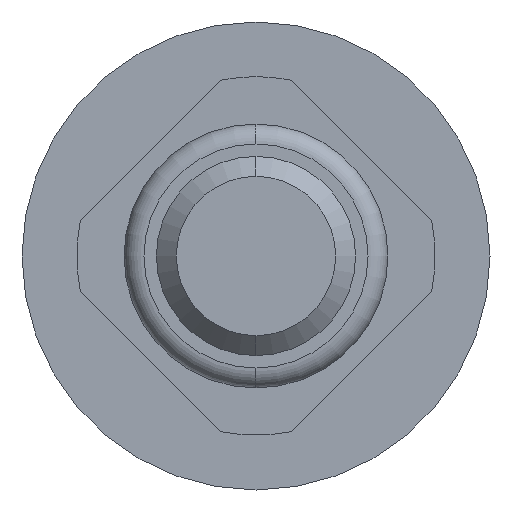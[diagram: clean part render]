
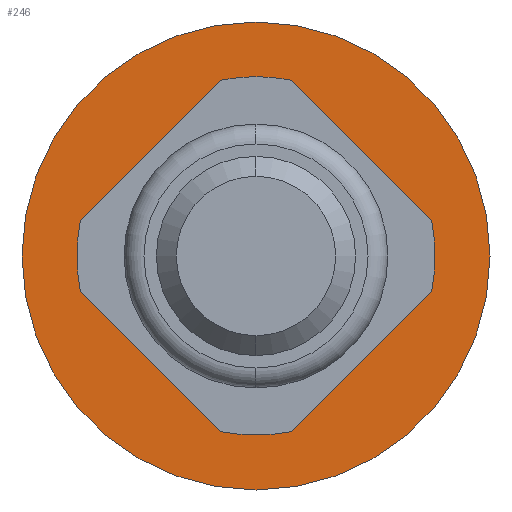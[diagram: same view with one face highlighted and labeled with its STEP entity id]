
A CAD part, front view. The second image highlights one B-rep face of the part: STEP entity #246.
In plain terms, the highlighted planar face has unit normal (0, -1, 0).
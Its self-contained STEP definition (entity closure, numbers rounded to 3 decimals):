
#73 = EDGE_CURVE ( 'Defeature ausgef�hrt3_19+Defeature ausgef�hrt3_24+Defeature ausgef�hrt3_24+Defeature ausgef�hrt3_24', #2164, #2974, #1071, .T. ) ;
#246 = ADVANCED_FACE ( 'Defeature ausgef�hrt3_24', ( #2543, #2224 ), #1231, .T. ) ;
#320 = EDGE_CURVE ( 'Defeature ausgef�hrt3_24+Defeature ausgef�hrt3_23+Defeature ausgef�hrt3_23+Defeature ausgef�hrt3_23', #3434, #1483, #939, .T. ) ;
#414 = DIRECTION ( 'NONE',  ( 0., 0., -1. ) ) ;
#557 = ORIENTED_EDGE ( 'NONE', *, *, #1743, .F. ) ;
#613 = CARTESIAN_POINT ( 'NONE',  ( 0., 5.3, 0. ) ) ;
#629 = AXIS2_PLACEMENT_3D ( 'NONE', #3229, #1818, #414 ) ;
#640 = EDGE_LOOP ( 'NONE', ( #3274, #557 ) ) ;
#777 = CIRCLE ( 'NONE', #2804, 0.9 ) ;
#882 = DIRECTION ( 'NONE',  ( 0., 0., -1. ) ) ;
#939 = CIRCLE ( 'NONE', #2963, 2.35 ) ;
#1022 = DIRECTION ( 'NONE',  ( 0., -1., 0. ) ) ;
#1037 = CARTESIAN_POINT ( 'NONE',  ( 0., 5.3, -2.35 ) ) ;
#1071 = CIRCLE ( 'NONE', #3581, 0.9 ) ;
#1145 = DIRECTION ( 'NONE',  ( 0., -1., 0. ) ) ;
#1231 = PLANE ( 'NONE',  #629 ) ;
#1233 = CARTESIAN_POINT ( 'NONE',  ( 0., 5.3, -0.9 ) ) ;
#1269 = CARTESIAN_POINT ( 'NONE',  ( 0., 5.3, 2.35 ) ) ;
#1483 = VERTEX_POINT ( 'NONE', #1269 ) ;
#1578 = EDGE_LOOP ( 'NONE', ( #2949, #2671 ) ) ;
#1743 = EDGE_CURVE ( 'Defeature ausgef�hrt3_19+Defeature ausgef�hrt3_24+Defeature ausgef�hrt3_24+Defeature ausgef�hrt3_24', #2974, #2164, #777, .T. ) ;
#1818 = DIRECTION ( 'NONE',  ( 0., -1., 0. ) ) ;
#1830 = DIRECTION ( 'NONE',  ( 0., 0., -1. ) ) ;
#1991 = DIRECTION ( 'NONE',  ( 0., 0., -1. ) ) ;
#2149 = CARTESIAN_POINT ( 'NONE',  ( 0., 5.3, 0. ) ) ;
#2164 = VERTEX_POINT ( 'NONE', #1233 ) ;
#2224 = FACE_BOUND ( 'NONE', #640, .T. ) ;
#2515 = EDGE_CURVE ( 'Defeature ausgef�hrt3_24+Defeature ausgef�hrt3_23+Defeature ausgef�hrt3_23+Defeature ausgef�hrt3_23', #1483, #3434, #2898, .T. ) ;
#2543 = FACE_OUTER_BOUND ( 'NONE', #1578, .T. ) ;
#2576 = DIRECTION ( 'NONE',  ( 0., -1., 0. ) ) ;
#2671 = ORIENTED_EDGE ( 'NONE', *, *, #2515, .T. ) ;
#2728 = DIRECTION ( 'NONE',  ( 0., 0., -1. ) ) ;
#2801 = CARTESIAN_POINT ( 'NONE',  ( 0., 5.3, 0. ) ) ;
#2804 = AXIS2_PLACEMENT_3D ( 'NONE', #2801, #2983, #2728 ) ;
#2898 = CIRCLE ( 'NONE', #3376, 2.35 ) ;
#2949 = ORIENTED_EDGE ( 'NONE', *, *, #320, .T. ) ;
#2963 = AXIS2_PLACEMENT_3D ( 'NONE', #2149, #1022, #1830 ) ;
#2974 = VERTEX_POINT ( 'NONE', #3304 ) ;
#2983 = DIRECTION ( 'NONE',  ( 0., -1., 0. ) ) ;
#3229 = CARTESIAN_POINT ( 'NONE',  ( 2.35, 5.3, 0. ) ) ;
#3274 = ORIENTED_EDGE ( 'NONE', *, *, #73, .F. ) ;
#3304 = CARTESIAN_POINT ( 'NONE',  ( 0., 5.3, 0.9 ) ) ;
#3376 = AXIS2_PLACEMENT_3D ( 'NONE', #613, #1145, #1991 ) ;
#3434 = VERTEX_POINT ( 'NONE', #1037 ) ;
#3457 = CARTESIAN_POINT ( 'NONE',  ( 0., 5.3, 0. ) ) ;
#3581 = AXIS2_PLACEMENT_3D ( 'NONE', #3457, #2576, #882 ) ;
